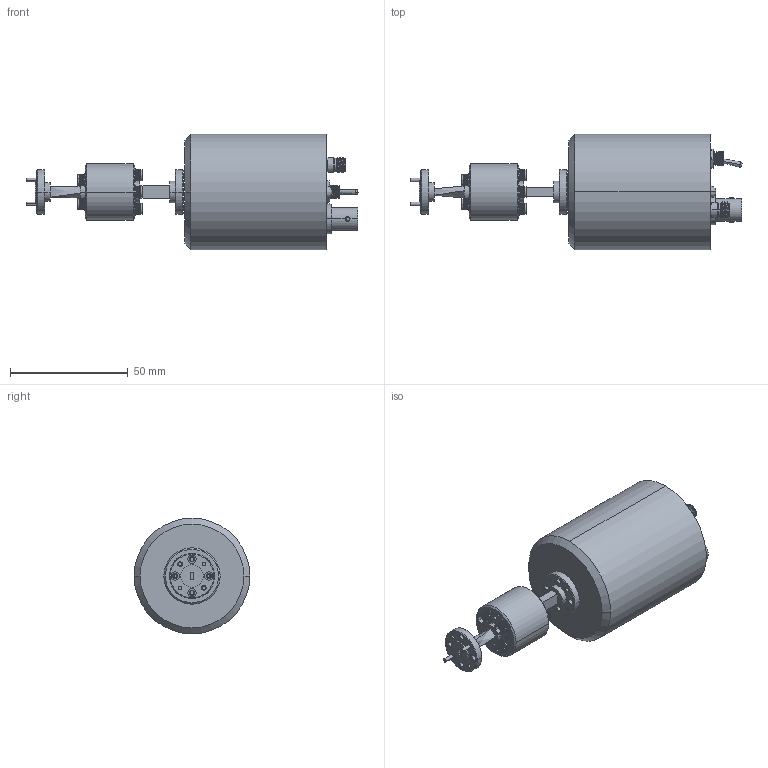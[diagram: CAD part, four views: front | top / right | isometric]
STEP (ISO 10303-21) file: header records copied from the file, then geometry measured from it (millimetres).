
FILE_DESCRIPTION (( 'STEP AP203' ), '1' );
FILE_NAME ('STZ-12-IB21.STEP', '2017-08-22T18:44:03', ( '' ), ( '' ), 'SwSTEP 2.0', 'SolidWorks 2013', '' );
FILE_SCHEMA (( 'CONFIG_CONTROL_DESIGN' ));
Products named in the file (1): STZ-12-IB21
Bounding box: 140.77 x 49.02 x 49.02 mm (x, y, z)
Surface area: 21441.2 mm2 (no closed solid volume)
Topology: 0 solids, 63 shells, 1063 faces, 3472 edges, 2431 vertices
Faces by surface type: plane 491, cylinder 437, cone 100, bspline 31, torus 4
Full cylindrical faces by diameter (mm): 4.572 x3
Entity records: 44308 total; most frequent: CARTESIAN_POINT 16692, ORIENTED_EDGE 6453, DIRECTION 4698, EDGE_CURVE 3412, VERTEX_POINT 2435, AXIS2_PLACEMENT_3D 1963, B_SPLINE_CURVE_WITH_KNOTS 1635, EDGE_LOOP 1152
